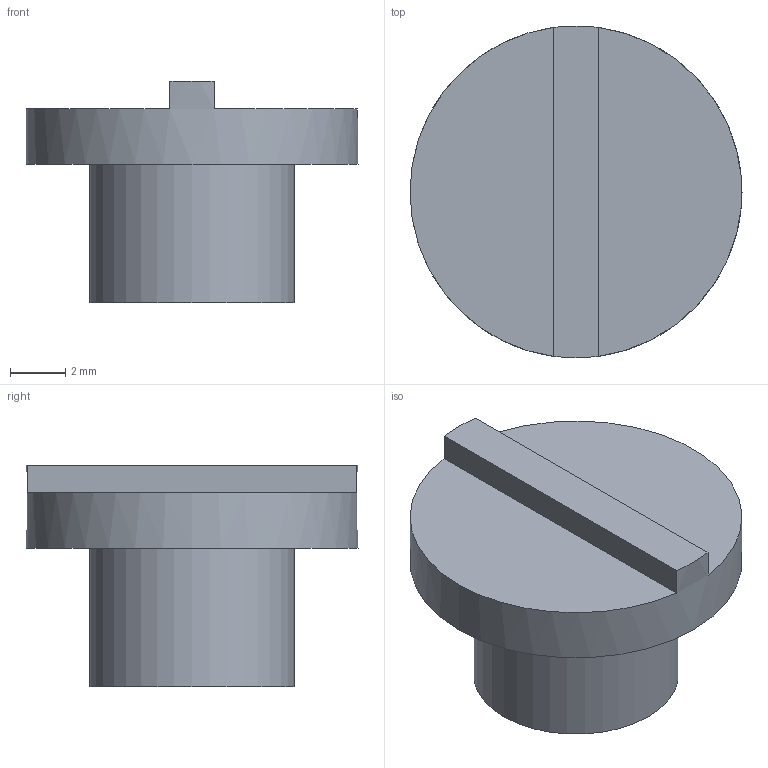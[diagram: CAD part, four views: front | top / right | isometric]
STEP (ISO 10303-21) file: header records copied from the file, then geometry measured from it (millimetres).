
FILE_DESCRIPTION(/* description */ (''),/* implementation_level */ '2;1');
FILE_NAME(/* name */ 'PrzegubGorny.stp',/* time_stamp */ '2025-06-27T23:45:37+02:00',/* author */ ('isan'),/* organization */ (''),/* preprocessor_version */ 'ST-DEVELOPER v20.1',/* originating_system */ 'Autodesk Inventor 2026',/* authorisation */ '');
FILE_SCHEMA (('AUTOMOTIVE_DESIGN { 1 0 10303 214 3 1 1 }'));
Length unit declared in the file: millimetre
Products named in the file (1): PrzegubGorny
Bounding box: 12 x 12 x 8 mm (x, y, z)
Volume: 415 mm3; surface area: 498.2 mm2
Topology: 1 solids, 1 shells, 11 faces, 21 edges, 14 vertices
Faces by surface type: plane 8, cylinder 3
Full cylindrical faces by diameter (mm): 3.4 x1, 7.4 x1, 12 x1
Entity records: 328 total; most frequent: DIRECTION 55, CARTESIAN_POINT 47, ORIENTED_EDGE 42, AXIS2_PLACEMENT_3D 22, EDGE_CURVE 21, VERTEX_POINT 14, EDGE_LOOP 13, FACE_OUTER_BOUND 11
